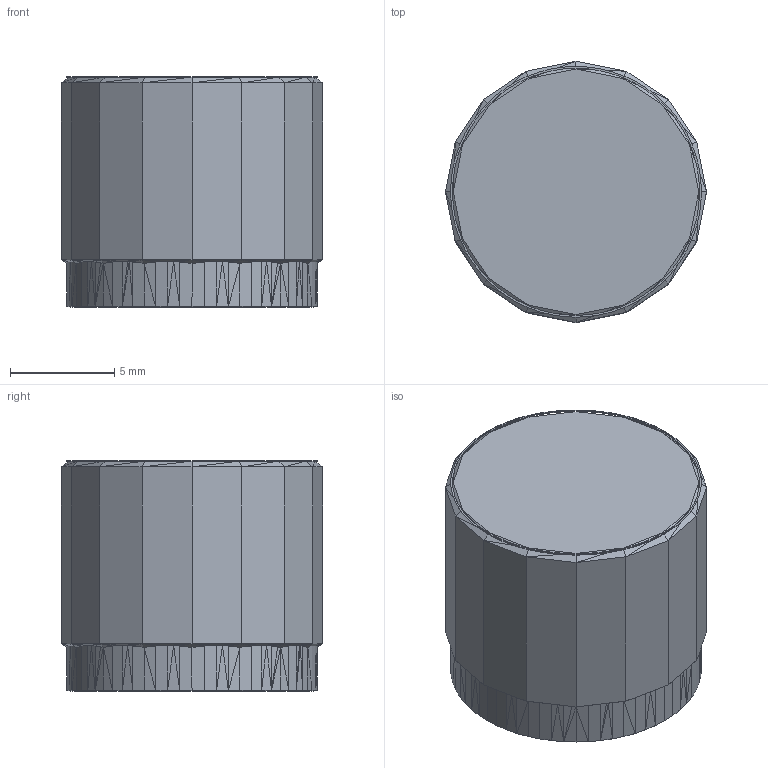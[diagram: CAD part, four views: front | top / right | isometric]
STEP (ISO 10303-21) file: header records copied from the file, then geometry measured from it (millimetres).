
FILE_DESCRIPTION(('FreeCAD Model'),'2;1');
FILE_NAME('Open CASCADE Shape Model','2025-02-21T05:52:40',(''),(''), 'Open CASCADE STEP processor 7.8','FreeCAD','Unknown');
FILE_SCHEMA(('AUTOMOTIVE_DESIGN { 1 0 10303 214 1 1 1 1 }'));
Length unit declared in the file: millimetre
Products named in the file (1): Rotary_encoder_knob_D13xL013 (Solid)001
Bounding box: 12.5 x 12.5 x 11.01 mm (x, y, z)
Volume: 1020 mm3; surface area: 850 mm2
Topology: 2 solids, 4 shells, 583 faces, 1152 edges, 577 vertices
Faces by surface type: plane 583
Entity records: 28900 total; most frequent: DIRECTION 4624, CARTESIAN_POINT 4617, LINE 3456, VECTOR 3456, ORIENTED_EDGE 2306, PCURVE 2304, DEFINITIONAL_REPRESENTATION 2304, EDGE_CURVE 1152
